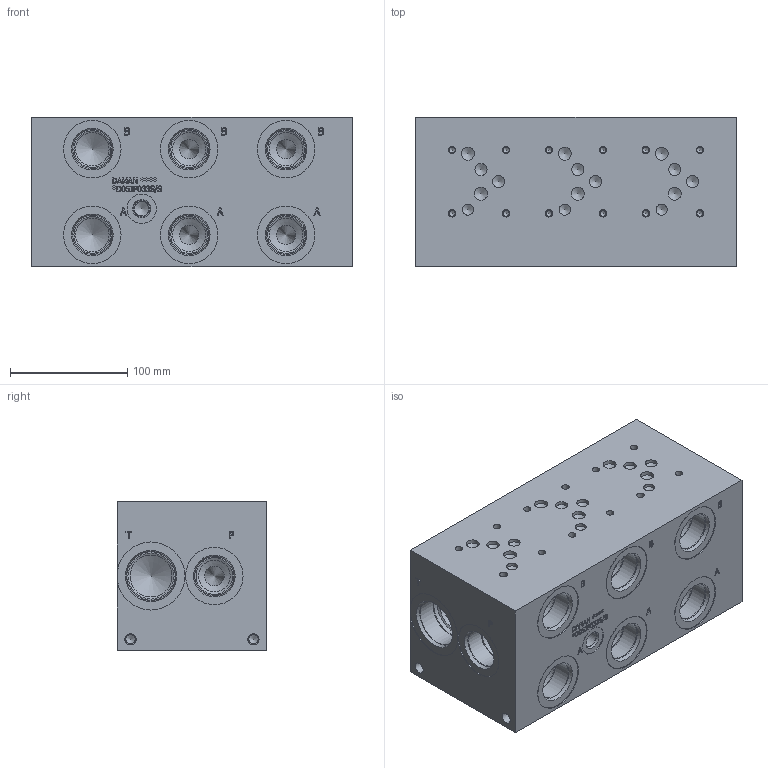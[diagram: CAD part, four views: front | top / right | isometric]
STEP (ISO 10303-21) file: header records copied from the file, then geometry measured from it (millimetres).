
FILE_DESCRIPTION(/* description */ (''),/* implementation_level */ '2;1');
FILE_NAME(/* name */ '_D05JP033S_S.stp',/* time_stamp */ '2020-04-30T09:35:49-04:00',/* author */ ('alexanderw'),/* organization */ (''),/* preprocessor_version */ 'ST-DEVELOPER v17',/* originating_system */ 'Autodesk Inventor 2019',/* authorisation */ '');
FILE_SCHEMA (('AUTOMOTIVE_DESIGN { 1 0 10303 214 3 1 1 }'));
Length unit declared in the file: millimetre
Products named in the file (1): Part_AD05JP033S~S_3D
Bounding box: 273.05 x 127 x 127 mm (x, y, z)
Volume: 3976468.5 mm3; surface area: 228732.2 mm2
Topology: 1 solids, 1 shells, 783 faces, 2131 edges, 1438 vertices
Faces by surface type: plane 388, bspline 194, cylinder 113, cone 88
Full cylindrical faces by diameter (mm): 5.105 x12, 6.35 x12, 7.925 x4, 9.525 x7, 10.312 x6, 11.125 x6, 12.294 x1, 12.9 x1, 14.275 x1, 14.529 x1, 25.019 x1, 25.4 x1, 27 x2, 28.575 x6, 31.267 x8, 31.75 x1, 33.34 x7, 33.35 x1, 33.757 x8, 34.112 x1, 35.509 x5, 35.712 x2, 35.992 x1, 36.525 x1, 39.218 x2, 39.675 x1, 41.275 x1, 41.28 x1, 41.758 x1, 43.51 x1
Entity records: 26158 total; most frequent: CARTESIAN_POINT 6832, ORIENTED_EDGE 4176, DIRECTION 3291, EDGE_CURVE 2088, VERTEX_POINT 1438, LINE 1289, VECTOR 1289, AXIS2_PLACEMENT_3D 1001
